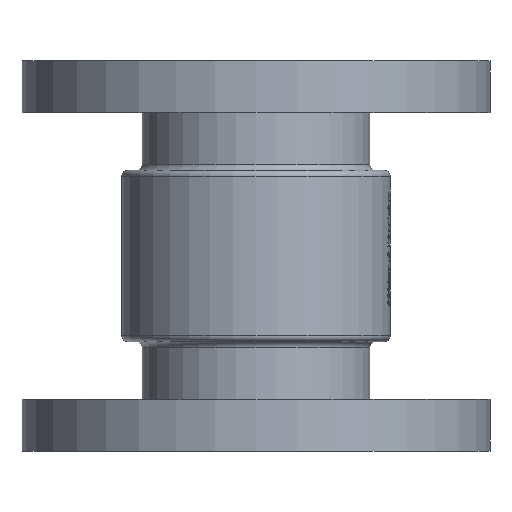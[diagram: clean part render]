
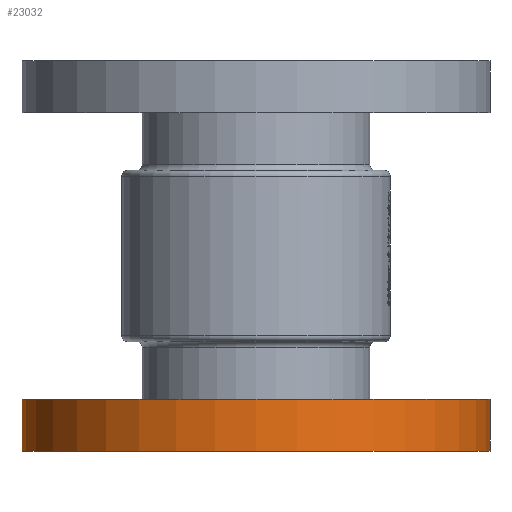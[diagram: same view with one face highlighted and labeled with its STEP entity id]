
A CAD part, front view. The second image highlights one B-rep face of the part: STEP entity #23032.
In plain terms, the highlighted cylindrical face has radius 117.5 mm (diameter 235 mm), a partial arc.
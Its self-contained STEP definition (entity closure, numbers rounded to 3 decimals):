
#1118 = DIRECTION ( 'NONE',  ( 1., 0., 0. ) ) ;
#1791 = DIRECTION ( 'NONE',  ( 0., 0., 1. ) ) ;
#2416 = CARTESIAN_POINT ( 'NONE',  ( 0., 0., -196. ) ) ;
#4385 = EDGE_CURVE ( 'NONE', #25968, #30660, #14600, .T. ) ;
#5167 = CIRCLE ( 'NONE', #26563, 117.5 ) ;
#5189 = VECTOR ( 'NONE', #26959, 1000. ) ;
#5413 = AXIS2_PLACEMENT_3D ( 'NONE', #9496, #19148, #28644 ) ;
#6118 = DIRECTION ( 'NONE',  ( 0., 0., -1. ) ) ;
#6830 = ORIENTED_EDGE ( 'NONE', *, *, #7011, .T. ) ;
#7011 = EDGE_CURVE ( 'NONE', #16121, #26205, #5167, .T. ) ;
#8337 = EDGE_CURVE ( 'NONE', #25968, #16121, #10320, .T. ) ;
#9496 = CARTESIAN_POINT ( 'NONE',  ( 0., 0., -170. ) ) ;
#10320 = LINE ( 'NONE', #19818, #5189 ) ;
#11321 = DIRECTION ( 'NONE',  ( 1., 0., 0. ) ) ;
#14600 = CIRCLE ( 'NONE', #5413, 117.5 ) ;
#15226 = ORIENTED_EDGE ( 'NONE', *, *, #4385, .F. ) ;
#16121 = VERTEX_POINT ( 'NONE', #16480 ) ;
#16480 = CARTESIAN_POINT ( 'NONE',  ( -117.5, 0., -196. ) ) ;
#17712 = DIRECTION ( 'NONE',  ( 0., 0., -1. ) ) ;
#17972 = FACE_OUTER_BOUND ( 'NONE', #27511, .T. ) ;
#18349 = AXIS2_PLACEMENT_3D ( 'NONE', #22494, #6118, #1118 ) ;
#18899 = ORIENTED_EDGE ( 'NONE', *, *, #22598, .F. ) ;
#19148 = DIRECTION ( 'NONE',  ( 0., 0., 1. ) ) ;
#19818 = CARTESIAN_POINT ( 'NONE',  ( -117.5, 0., -196. ) ) ;
#19893 = ORIENTED_EDGE ( 'NONE', *, *, #8337, .T. ) ;
#20047 = CARTESIAN_POINT ( 'NONE',  ( 117.5, 0., -196. ) ) ;
#20614 = CARTESIAN_POINT ( 'NONE',  ( 117.5, 0., -196. ) ) ;
#20831 = VECTOR ( 'NONE', #17712, 1000. ) ;
#22494 = CARTESIAN_POINT ( 'NONE',  ( 0., 0., -196. ) ) ;
#22598 = EDGE_CURVE ( 'NONE', #30660, #26205, #24711, .T. ) ;
#22927 = CARTESIAN_POINT ( 'NONE',  ( 117.5, 0., -170. ) ) ;
#23032 = ADVANCED_FACE ( 'NONE', ( #17972 ), #27462, .T. ) ;
#23208 = CARTESIAN_POINT ( 'NONE',  ( -117.5, 0., -170. ) ) ;
#24711 = LINE ( 'NONE', #20047, #20831 ) ;
#25968 = VERTEX_POINT ( 'NONE', #23208 ) ;
#26205 = VERTEX_POINT ( 'NONE', #20614 ) ;
#26563 = AXIS2_PLACEMENT_3D ( 'NONE', #2416, #1791, #11321 ) ;
#26959 = DIRECTION ( 'NONE',  ( 0., 0., -1. ) ) ;
#27462 = CYLINDRICAL_SURFACE ( 'NONE', #18349, 117.5 ) ;
#27511 = EDGE_LOOP ( 'NONE', ( #15226, #19893, #6830, #18899 ) ) ;
#28644 = DIRECTION ( 'NONE',  ( 1., 0., 0. ) ) ;
#30660 = VERTEX_POINT ( 'NONE', #22927 ) ;
